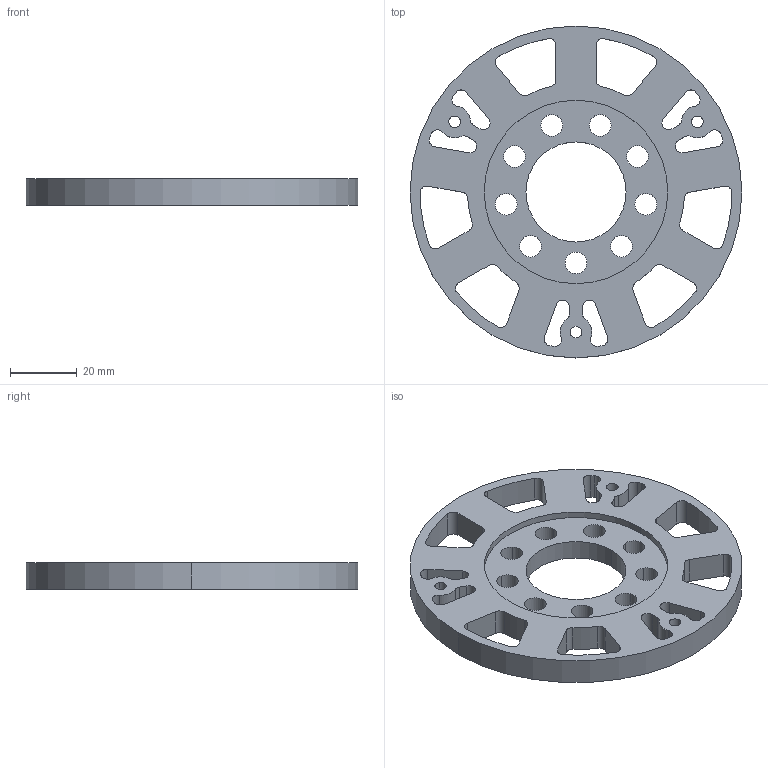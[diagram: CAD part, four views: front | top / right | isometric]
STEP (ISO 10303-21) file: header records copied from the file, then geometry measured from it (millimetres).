
FILE_DESCRIPTION(('CATIA V5 STEP Exchange'),'2;1');
FILE_NAME('BaguePussy.stp','2019-05-06T17:53:31+00:00',('none'),('none'),'CATIA Version 5 Release 21 GA (IN-10)','CATIA V5 STEP AP203','none');
FILE_SCHEMA(('CONFIG_CONTROL_DESIGN'));
Length unit declared in the file: millimetre
Products named in the file (1): BaguePussy
Bounding box: 99.5 x 99.5 x 8 mm (x, y, z)
Volume: 37858.7 mm3; surface area: 19323.9 mm2
Topology: 1 solids, 1 shells, 129 faces, 378 edges, 252 vertices
Faces by surface type: cylinder 102, plane 27
Entity records: 4244 total; most frequent: ORIENTED_EDGE 756, CARTESIAN_POINT 742, DIRECTION 600, EDGE_CURVE 378, AXIS2_PLACEMENT_3D 316, VERTEX_POINT 252, CIRCLE 204, EDGE_LOOP 180
